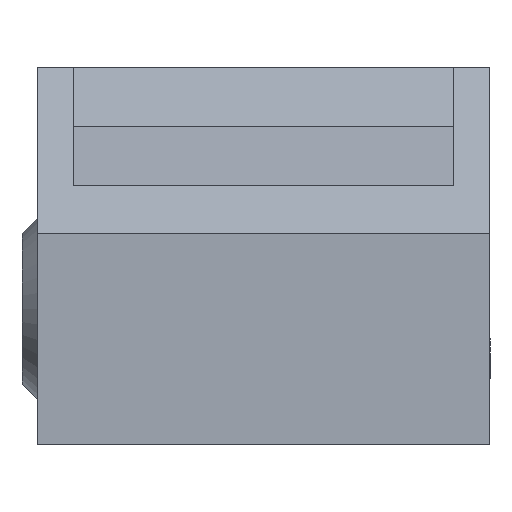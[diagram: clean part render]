
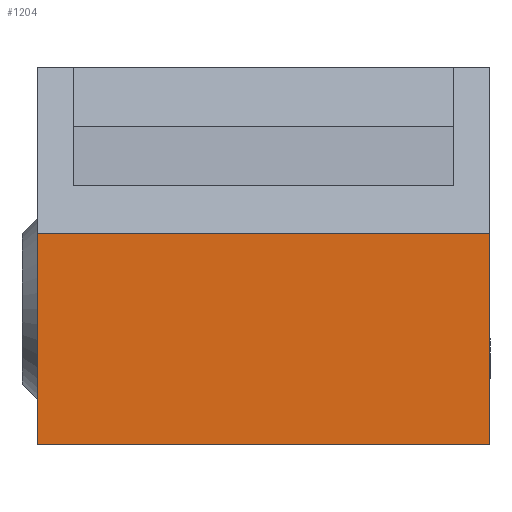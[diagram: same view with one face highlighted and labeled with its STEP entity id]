
A CAD part, left-side view. The second image highlights one B-rep face of the part: STEP entity #1204.
In plain terms, the highlighted planar face has unit normal (-1, 0, 0).
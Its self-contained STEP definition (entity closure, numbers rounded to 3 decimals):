
#116=FACE_OUTER_BOUND('',#190,.T.);
#190=EDGE_LOOP('',(#1083,#1084,#1085,#1086));
#240=LINE('',#1696,#386);
#278=LINE('',#1785,#424);
#332=LINE('',#1924,#478);
#333=LINE('',#1926,#479);
#386=VECTOR('',#1357,1000.);
#424=VECTOR('',#1435,1000.);
#478=VECTOR('',#1579,1000.);
#479=VECTOR('',#1582,1000.);
#522=VERTEX_POINT('',#1693);
#523=VERTEX_POINT('',#1695);
#552=VERTEX_POINT('',#1781);
#554=VERTEX_POINT('',#1784);
#644=EDGE_CURVE('',#523,#522,#240,.T.);
#686=EDGE_CURVE('',#552,#554,#278,.T.);
#756=EDGE_CURVE('',#554,#522,#332,.T.);
#757=EDGE_CURVE('',#523,#552,#333,.T.);
#1083=ORIENTED_EDGE('',*,*,#756,.F.);
#1084=ORIENTED_EDGE('',*,*,#686,.F.);
#1085=ORIENTED_EDGE('',*,*,#757,.F.);
#1086=ORIENTED_EDGE('',*,*,#644,.T.);
#1143=PLANE('',#1287);
#1204=ADVANCED_FACE('',(#116),#1143,.T.);
#1287=AXIS2_PLACEMENT_3D('',#1936,#1593,#1594);
#1357=DIRECTION('',(0.,1.,0.));
#1435=DIRECTION('',(0.,1.,0.));
#1579=DIRECTION('',(0.,0.,1.));
#1582=DIRECTION('',(0.,0.,-1.));
#1593=DIRECTION('center_axis',(-1.,0.,0.));
#1594=DIRECTION('ref_axis',(0.,0.,1.));
#1693=CARTESIAN_POINT('',(-19.629,13.827,17.715));
#1695=CARTESIAN_POINT('',(-19.629,-1.173,17.715));
#1696=CARTESIAN_POINT('',(-19.629,-1.173,17.715));
#1781=CARTESIAN_POINT('',(-19.629,-1.173,10.715));
#1784=CARTESIAN_POINT('',(-19.629,13.827,10.715));
#1785=CARTESIAN_POINT('',(-19.629,-1.173,10.715));
#1924=CARTESIAN_POINT('',(-19.629,13.827,15.09));
#1926=CARTESIAN_POINT('',(-19.629,-1.173,17.715));
#1936=CARTESIAN_POINT('Origin',(-19.629,-1.173,14.215));
